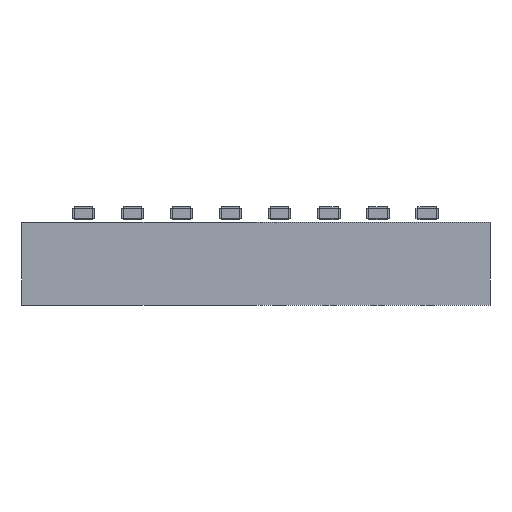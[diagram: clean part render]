
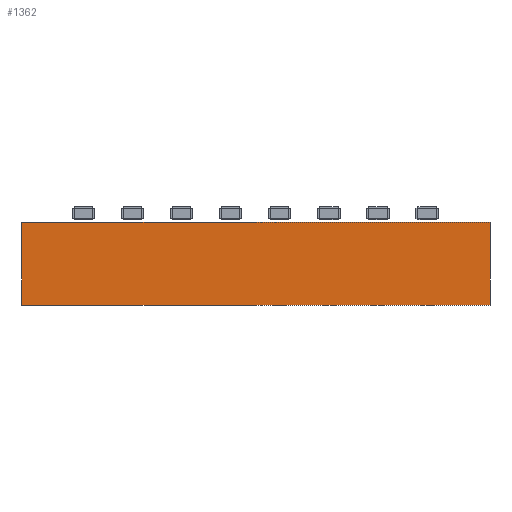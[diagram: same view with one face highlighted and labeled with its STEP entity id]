
A CAD part, front view. The second image highlights one B-rep face of the part: STEP entity #1362.
In plain terms, the highlighted planar face has unit normal (0, -1, 0).
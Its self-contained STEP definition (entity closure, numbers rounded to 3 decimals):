
#1362 = ADVANCED_FACE('',(#1363),#1397,.T.);
#1363 = FACE_BOUND('',#1364,.T.);
#1364 = EDGE_LOOP('',(#1365,#1375,#1383,#1391));
#1365 = ORIENTED_EDGE('',*,*,#1366,.T.);
#1366 = EDGE_CURVE('',#1367,#1369,#1371,.T.);
#1367 = VERTEX_POINT('',#1368);
#1368 = CARTESIAN_POINT('',(4.525,-5.275,0.));
#1369 = VERTEX_POINT('',#1370);
#1370 = CARTESIAN_POINT('',(4.525,-5.275,1.6));
#1371 = LINE('',#1372,#1373);
#1372 = CARTESIAN_POINT('',(4.525,-5.275,0.));
#1373 = VECTOR('',#1374,1.);
#1374 = DIRECTION('',(0.,0.,1.));
#1375 = ORIENTED_EDGE('',*,*,#1376,.T.);
#1376 = EDGE_CURVE('',#1369,#1377,#1379,.T.);
#1377 = VERTEX_POINT('',#1378);
#1378 = CARTESIAN_POINT('',(-4.525,-5.275,1.6));
#1379 = LINE('',#1380,#1381);
#1380 = CARTESIAN_POINT('',(4.525,-5.275,1.6));
#1381 = VECTOR('',#1382,1.);
#1382 = DIRECTION('',(-1.,0.,0.));
#1383 = ORIENTED_EDGE('',*,*,#1384,.F.);
#1384 = EDGE_CURVE('',#1385,#1377,#1387,.T.);
#1385 = VERTEX_POINT('',#1386);
#1386 = CARTESIAN_POINT('',(-4.525,-5.275,0.));
#1387 = LINE('',#1388,#1389);
#1388 = CARTESIAN_POINT('',(-4.525,-5.275,0.));
#1389 = VECTOR('',#1390,1.);
#1390 = DIRECTION('',(0.,0.,1.));
#1391 = ORIENTED_EDGE('',*,*,#1392,.F.);
#1392 = EDGE_CURVE('',#1367,#1385,#1393,.T.);
#1393 = LINE('',#1394,#1395);
#1394 = CARTESIAN_POINT('',(4.525,-5.275,0.));
#1395 = VECTOR('',#1396,1.);
#1396 = DIRECTION('',(-1.,0.,0.));
#1397 = PLANE('',#1398);
#1398 = AXIS2_PLACEMENT_3D('',#1399,#1400,#1401);
#1399 = CARTESIAN_POINT('',(4.525,-5.275,0.));
#1400 = DIRECTION('',(0.,-1.,0.));
#1401 = DIRECTION('',(-1.,0.,0.));
